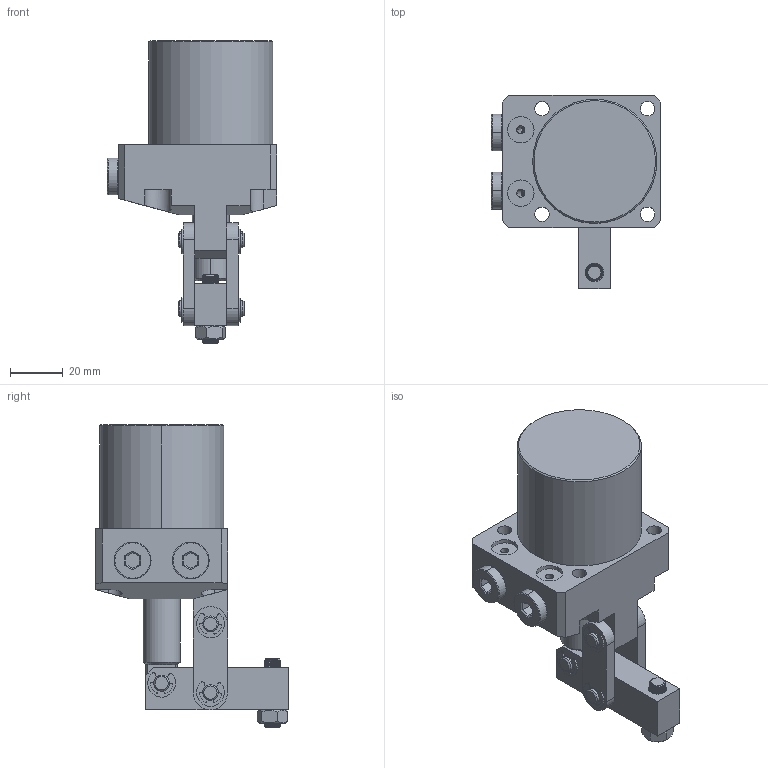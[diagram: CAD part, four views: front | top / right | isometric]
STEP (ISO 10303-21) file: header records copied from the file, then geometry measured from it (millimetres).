
FILE_DESCRIPTION (( 'STEP AP214' ), '1' );
FILE_NAME ('CLKA-048PL.STEP', '2019-04-11T03:13:19', ( '' ), ( '' ), 'SwSTEP 2.0', 'SolidWorks 2016', '' );
FILE_SCHEMA (( 'AUTOMOTIVE_DESIGN' ));
Length unit declared in the file: millimetre
Products named in the file (11): CLKA-048PL; 黑芛G8-1; 傻种粣; CLKA-048P-huosaigan; 酗种粣; 揤旋; 蹟佪; 蟀裝; M6蹟譫; 6MM开口挡圈; CLKA-048P-L-benti
Assembly tree (18 placements, depth 2):
  CLKA-048PL
    CLKA-048P-L-benti
    6MM开口挡圈  x6
    M6蹟譫
    蟀裝  x2
    蹟佪
    揤旋
    酗种粣  x2
    CLKA-048P-huosaigan
    傻种粣
    黑芛G8-1  x2
Bounding box: 64.2 x 73 x 114.75 mm (x, y, z)
Volume: 142876.4 mm3; surface area: 42151 mm2
Topology: 18 solids, 18 shells, 661 faces, 1754 edges, 1150 vertices
Faces by surface type: cylinder 406, plane 177, cone 50, bspline 16, torus 12
Entity records: 27661 total; most frequent: CARTESIAN_POINT 16159, ORIENTED_EDGE 2636, DIRECTION 2021, EDGE_CURVE 1318, VERTEX_POINT 864, AXIS2_PLACEMENT_3D 743, EDGE_LOOP 536, VECTOR 535
